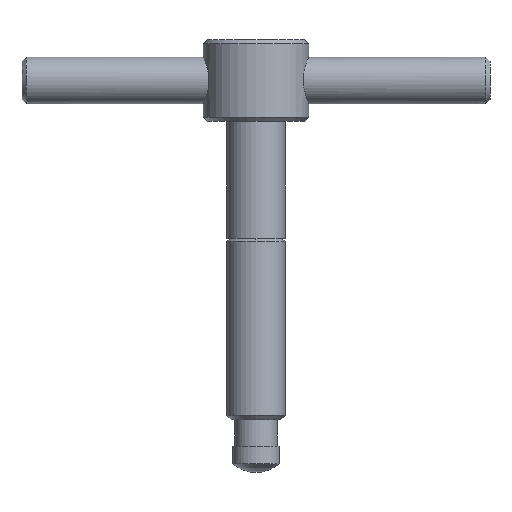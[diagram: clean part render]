
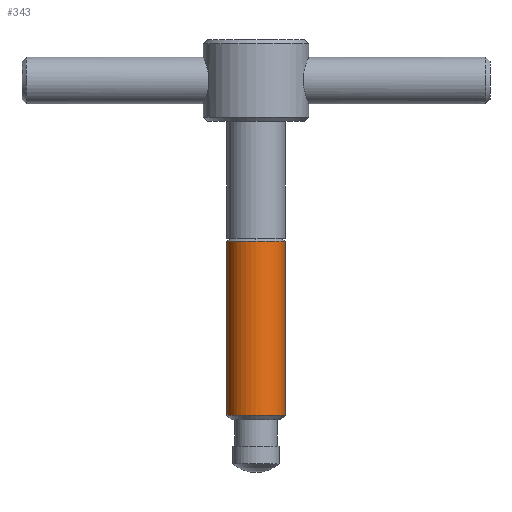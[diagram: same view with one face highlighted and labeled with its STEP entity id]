
A CAD part, front view. The second image highlights one B-rep face of the part: STEP entity #343.
In plain terms, the highlighted cylindrical face has radius 5 mm (diameter 10 mm), a partial arc.
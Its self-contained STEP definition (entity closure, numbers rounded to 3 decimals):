
#189=EDGE_CURVE('',#345,#477,#521,.T.);
#267=VERTEX_POINT('',#609);
#275=EDGE_CURVE('',#331,#267,#619,.T.);
#331=VERTEX_POINT('',#684);
#333=EDGE_CURVE('',#477,#331,#686,.T.);
#343=ADVANCED_FACE('',(#696),#697,.T.);
#345=VERTEX_POINT('',#699);
#355=VERTEX_POINT('',#709);
#369=EDGE_CURVE('',#355,#345,#725,.T.);
#423=EDGE_CURVE('',#267,#355,#784,.T.);
#477=VERTEX_POINT('',#843);
#521=CIRCLE('',#882,5.);
#609=CARTESIAN_POINT('',(0.,-5.0,39.531));
#619=CIRCLE('',#1019,5.);
#684=CARTESIAN_POINT('',(5.,0.,39.531));
#686=LINE('',#1137,#1138);
#696=FACE_OUTER_BOUND('',#1186,.T.);
#697=CYLINDRICAL_SURFACE('',#1187,5.);
#699=CARTESIAN_POINT('',(-5.0,0.,9.75));
#709=CARTESIAN_POINT('',(-5.0,0.,39.531));
#725=LINE('',#1225,#1226);
#784=CIRCLE('',#1352,5.);
#843=CARTESIAN_POINT('',(5.,0.,9.75));
#882=AXIS2_PLACEMENT_3D('',#1478,#1479,#1480);
#1019=AXIS2_PLACEMENT_3D('',#1630,#1631,#1632);
#1137=CARTESIAN_POINT('',(5.,0.,34.875));
#1138=VECTOR('',#1720,1.0);
#1186=EDGE_LOOP('',(#1723,#1724,#1725,#1726,#1727));
#1187=AXIS2_PLACEMENT_3D('',#1728,#1729,#1730);
#1225=CARTESIAN_POINT('',(-5.0,0.,34.875));
#1226=VECTOR('',#1757,1.0);
#1352=AXIS2_PLACEMENT_3D('',#1818,#1819,#1820);
#1478=CARTESIAN_POINT('',(0.,0.,9.75));
#1479=DIRECTION('',(0.,0.,1.0));
#1480=DIRECTION('',(1.0,0.,0.));
#1630=CARTESIAN_POINT('',(0.,0.,39.531));
#1631=DIRECTION('',(0.,0.,-1.0));
#1632=DIRECTION('',(1.0,0.,0.));
#1720=DIRECTION('',(0.,0.,1.0));
#1723=ORIENTED_EDGE('',*,*,#333,.T.);
#1724=ORIENTED_EDGE('',*,*,#275,.T.);
#1725=ORIENTED_EDGE('',*,*,#423,.T.);
#1726=ORIENTED_EDGE('',*,*,#369,.T.);
#1727=ORIENTED_EDGE('',*,*,#189,.T.);
#1728=CARTESIAN_POINT('',(0.,0.,34.875));
#1729=DIRECTION('',(0.,0.,-1.0));
#1730=DIRECTION('',(1.0,0.,0.));
#1757=DIRECTION('',(0.,0.,-1.0));
#1818=CARTESIAN_POINT('',(0.,0.,39.531));
#1819=DIRECTION('',(0.,0.,-1.0));
#1820=DIRECTION('',(1.0,0.,0.));
